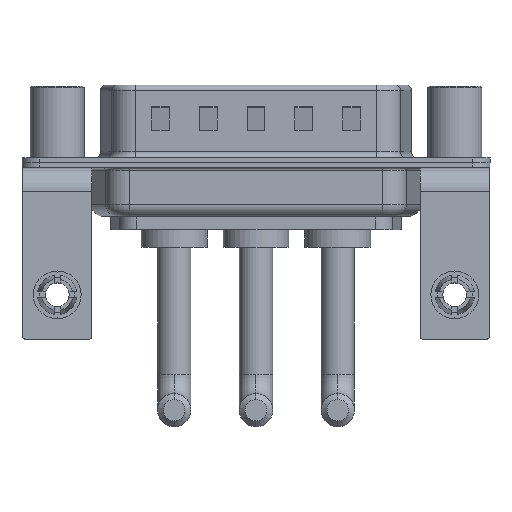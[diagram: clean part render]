
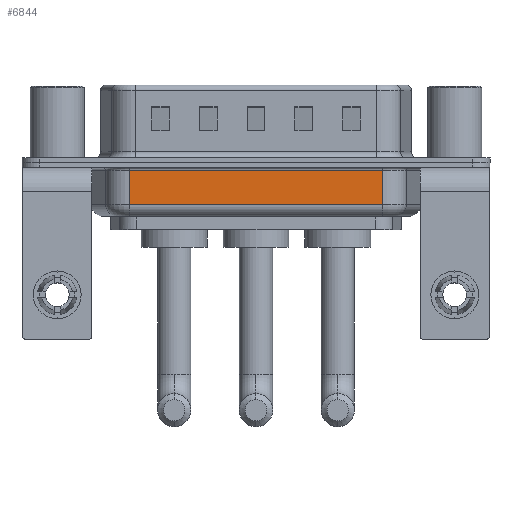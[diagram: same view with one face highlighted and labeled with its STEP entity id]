
A CAD part, front view. The second image highlights one B-rep face of the part: STEP entity #6844.
In plain terms, the highlighted planar face has unit normal (0, -1, 0).
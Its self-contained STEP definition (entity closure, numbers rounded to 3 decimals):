
#767 = ORIENTED_EDGE ( 'NONE', *, *, #16242, .F. ) ;
#1024 = VERTEX_POINT ( 'NONE', #1403 ) ;
#1207 = CARTESIAN_POINT ( 'NONE',  ( 6.031, -5.35, -3.5 ) ) ;
#1402 = ORIENTED_EDGE ( 'NONE', *, *, #7075, .T. ) ;
#1403 = CARTESIAN_POINT ( 'NONE',  ( 27.269, -5.35, -0.65 ) ) ;
#1556 = DIRECTION ( 'NONE',  ( 0., 0., 1. ) ) ;
#1935 = LINE ( 'NONE', #9800, #14572 ) ;
#2321 = EDGE_CURVE ( 'NONE', #13654, #13198, #7237, .T. ) ;
#2468 = DIRECTION ( 'NONE',  ( 1., 0., 0. ) ) ;
#2725 = CARTESIAN_POINT ( 'NONE',  ( 27.269, -5.35, -4.5 ) ) ;
#4529 = VECTOR ( 'NONE', #2468, 1000. ) ;
#5645 = LINE ( 'NONE', #2725, #18046 ) ;
#6094 = CARTESIAN_POINT ( 'NONE',  ( 6.031, -5.35, -4.5 ) ) ;
#6197 = PLANE ( 'NONE',  #11463 ) ;
#6844 = ADVANCED_FACE ( 'NONE', ( #7586 ), #6197, .F. ) ;
#7075 = EDGE_CURVE ( 'NONE', #1024, #7630, #1935, .T. ) ;
#7237 = LINE ( 'NONE', #1207, #4529 ) ;
#7586 = FACE_OUTER_BOUND ( 'NONE', #8206, .T. ) ;
#7630 = VERTEX_POINT ( 'NONE', #11532 ) ;
#8206 = EDGE_LOOP ( 'NONE', ( #767, #14923, #9530, #1402 ) ) ;
#8430 = VECTOR ( 'NONE', #1556, 1000. ) ;
#9530 = ORIENTED_EDGE ( 'NONE', *, *, #13261, .T. ) ;
#9800 = CARTESIAN_POINT ( 'NONE',  ( 6.031, -5.35, -0.65 ) ) ;
#10420 = LINE ( 'NONE', #16334, #8430 ) ;
#10596 = DIRECTION ( 'NONE',  ( 0., 0., 1. ) ) ;
#10692 = CARTESIAN_POINT ( 'NONE',  ( 27.269, -5.35, -3.5 ) ) ;
#11463 = AXIS2_PLACEMENT_3D ( 'NONE', #6094, #16529, #17687 ) ;
#11532 = CARTESIAN_POINT ( 'NONE',  ( 6.031, -5.35, -0.65 ) ) ;
#12828 = DIRECTION ( 'NONE',  ( -1., 0., 0. ) ) ;
#13142 = CARTESIAN_POINT ( 'NONE',  ( 6.031, -5.35, -3.5 ) ) ;
#13198 = VERTEX_POINT ( 'NONE', #10692 ) ;
#13261 = EDGE_CURVE ( 'NONE', #13198, #1024, #5645, .T. ) ;
#13654 = VERTEX_POINT ( 'NONE', #13142 ) ;
#14572 = VECTOR ( 'NONE', #12828, 1000. ) ;
#14923 = ORIENTED_EDGE ( 'NONE', *, *, #2321, .T. ) ;
#16242 = EDGE_CURVE ( 'NONE', #13654, #7630, #10420, .T. ) ;
#16334 = CARTESIAN_POINT ( 'NONE',  ( 6.031, -5.35, -4.5 ) ) ;
#16529 = DIRECTION ( 'NONE',  ( 0., 1., 0. ) ) ;
#17687 = DIRECTION ( 'NONE',  ( 0., 0., 1. ) ) ;
#18046 = VECTOR ( 'NONE', #10596, 1000. ) ;
